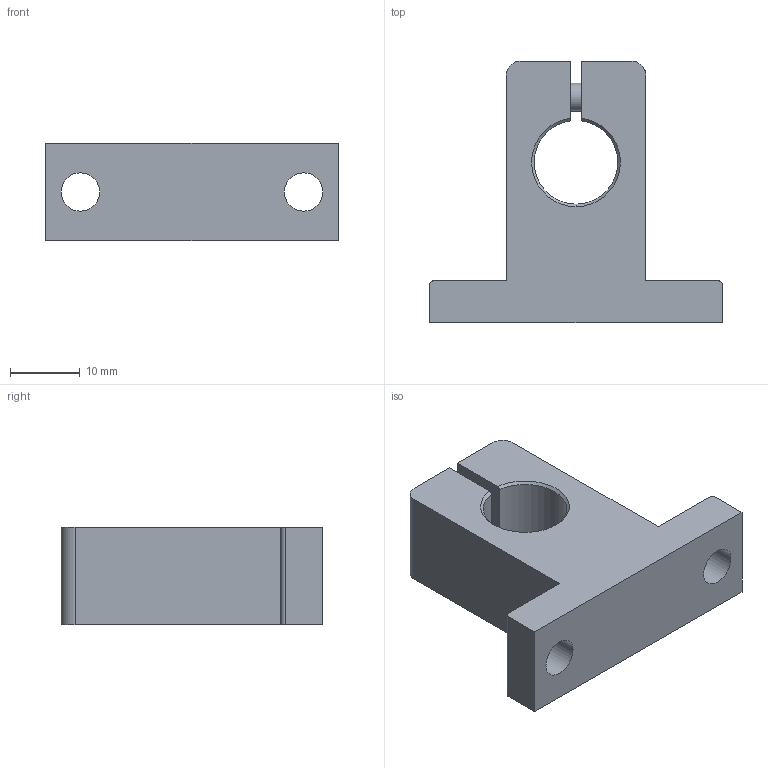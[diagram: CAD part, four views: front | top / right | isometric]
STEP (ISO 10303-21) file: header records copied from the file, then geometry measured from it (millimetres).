
FILE_DESCRIPTION(('STEP AP214'),'1');
FILE_NAME('support_sk12.stp','2017-10-01T08:47:34',('TraceParts'),('TraceParts S.A.'),'Spatial InterOp 3D',' ',' ');
FILE_SCHEMA(('automotive_design'));
Length unit declared in the file: millimetre
Products named in the file (1): support_sk12
Bounding box: 42 x 37.5 x 14 mm (x, y, z)
Volume: 10189.7 mm3; surface area: 4734.5 mm2
Topology: 1 solids, 1 shells, 45 faces, 124 edges, 83 vertices
Faces by surface type: plane 22, cylinder 17, cone 4, torus 2
Entity records: 1853 total; most frequent: CARTESIAN_POINT 278, DIRECTION 259, ORIENTED_EDGE 248, EDGE_CURVE 124, AXIS2_PLACEMENT_3D 94, VERTEX_POINT 83, LINE 71, VECTOR 71
